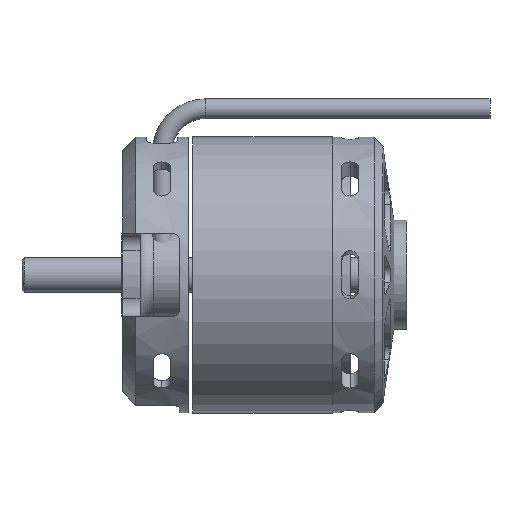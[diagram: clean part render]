
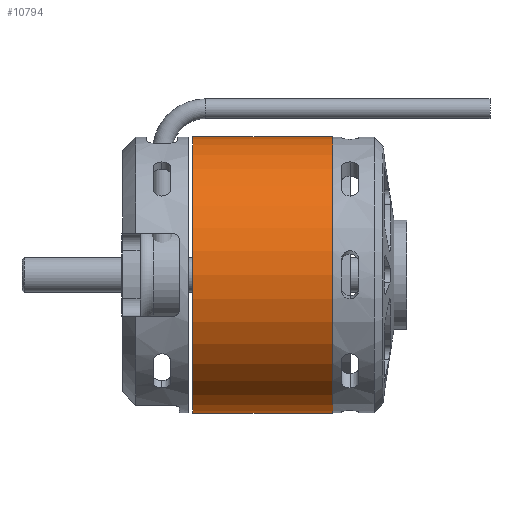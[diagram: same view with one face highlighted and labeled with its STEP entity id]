
A CAD part, front view. The second image highlights one B-rep face of the part: STEP entity #10794.
In plain terms, the highlighted cylindrical face has radius 31.6 mm (diameter 63.2 mm), a partial arc.
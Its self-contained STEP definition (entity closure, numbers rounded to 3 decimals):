
#265 = EDGE_CURVE ( 'NONE', #8107, #3291, #11655, .T. ) ;
#911 = ORIENTED_EDGE ( 'NONE', *, *, #265, .F. ) ;
#1172 = CARTESIAN_POINT ( 'NONE',  ( -11.419, 0., -31.6 ) ) ;
#1243 = DIRECTION ( 'NONE',  ( -1., 0., 0. ) ) ;
#1383 = DIRECTION ( 'NONE',  ( -1., 0., 0. ) ) ;
#1681 = EDGE_LOOP ( 'NONE', ( #10313, #8986, #2720, #911 ) ) ;
#1756 = CARTESIAN_POINT ( 'NONE',  ( 39., 0., 31.6 ) ) ;
#1949 = FACE_OUTER_BOUND ( 'NONE', #1681, .T. ) ;
#2199 = AXIS2_PLACEMENT_3D ( 'NONE', #7075, #1383, #6031 ) ;
#2555 = CARTESIAN_POINT ( 'NONE',  ( -11.419, 0., 0. ) ) ;
#2720 = ORIENTED_EDGE ( 'NONE', *, *, #11402, .T. ) ;
#2967 = DIRECTION ( 'NONE',  ( -1., 0., 0. ) ) ;
#3170 = DIRECTION ( 'NONE',  ( 0., 0., 1. ) ) ;
#3291 = VERTEX_POINT ( 'NONE', #1756 ) ;
#3723 = DIRECTION ( 'NONE',  ( -1., 0., 0. ) ) ;
#3750 = VECTOR ( 'NONE', #8454, 1000. ) ;
#4705 = VERTEX_POINT ( 'NONE', #11706 ) ;
#5958 = CARTESIAN_POINT ( 'NONE',  ( 39., 0., -31.6 ) ) ;
#6031 = DIRECTION ( 'NONE',  ( 0., 0., 1. ) ) ;
#6546 = LINE ( 'NONE', #8376, #3750 ) ;
#6562 = DIRECTION ( 'NONE',  ( 0., 0., 1. ) ) ;
#6935 = CARTESIAN_POINT ( 'NONE',  ( 39., 0., 0. ) ) ;
#7026 = CARTESIAN_POINT ( 'NONE',  ( 71., 0., 31.6 ) ) ;
#7075 = CARTESIAN_POINT ( 'NONE',  ( 71., 0., 0. ) ) ;
#8059 = CIRCLE ( 'NONE', #2199, 31.6 ) ;
#8107 = VERTEX_POINT ( 'NONE', #5958 ) ;
#8376 = CARTESIAN_POINT ( 'NONE',  ( -11.419, 0., 31.6 ) ) ;
#8454 = DIRECTION ( 'NONE',  ( -1., 0., 0. ) ) ;
#8861 = AXIS2_PLACEMENT_3D ( 'NONE', #6935, #1243, #3170 ) ;
#8986 = ORIENTED_EDGE ( 'NONE', *, *, #9701, .T. ) ;
#9121 = VECTOR ( 'NONE', #2967, 1000. ) ;
#9255 = CYLINDRICAL_SURFACE ( 'NONE', #10830, 31.6 ) ;
#9619 = EDGE_CURVE ( 'NONE', #4705, #8107, #11062, .T. ) ;
#9701 = EDGE_CURVE ( 'NONE', #4705, #9851, #8059, .T. ) ;
#9851 = VERTEX_POINT ( 'NONE', #7026 ) ;
#10313 = ORIENTED_EDGE ( 'NONE', *, *, #9619, .F. ) ;
#10794 = ADVANCED_FACE ( 'NONE', ( #1949 ), #9255, .T. ) ;
#10830 = AXIS2_PLACEMENT_3D ( 'NONE', #2555, #3723, #6562 ) ;
#11062 = LINE ( 'NONE', #1172, #9121 ) ;
#11402 = EDGE_CURVE ( 'NONE', #9851, #3291, #6546, .T. ) ;
#11655 = CIRCLE ( 'NONE', #8861, 31.6 ) ;
#11706 = CARTESIAN_POINT ( 'NONE',  ( 71., 0., -31.6 ) ) ;
